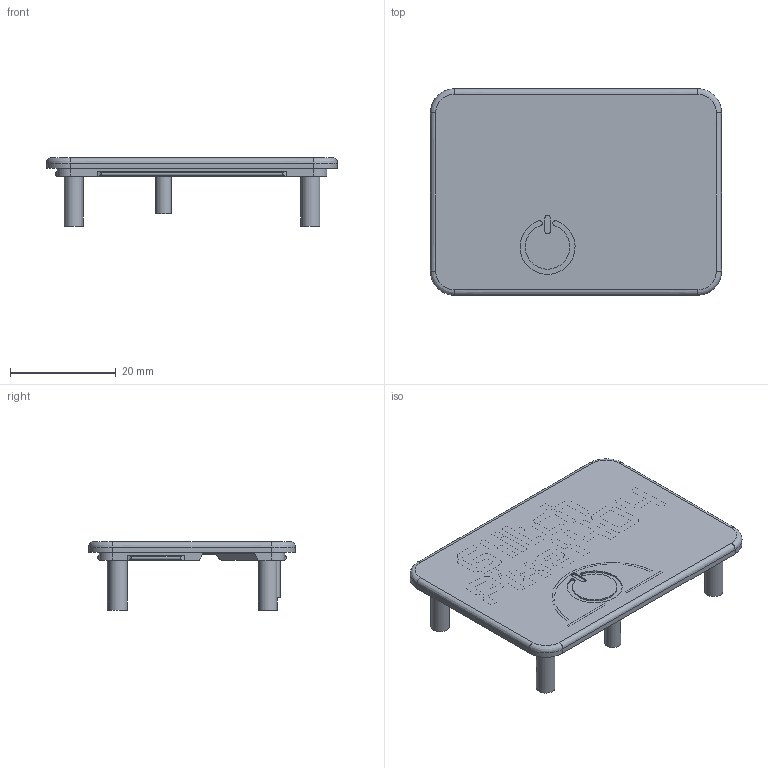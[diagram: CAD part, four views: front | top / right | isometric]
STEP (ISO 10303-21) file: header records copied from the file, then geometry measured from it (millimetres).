
FILE_DESCRIPTION(/* description */ (''),/* implementation_level */ '2;1');
FILE_NAME(/* name */ 'GlitchPixel404_A1_Top.step',/* time_stamp */ '2025-04-11T10:26:31+02:00',/* author */ (''),/* organization */ (''),/* preprocessor_version */ 'ST-DEVELOPER v20.1',/* originating_system */ 'Autodesk Translation Framework v14.4.0.0',/* authorisation */ '');
FILE_SCHEMA (('AUTOMOTIVE_DESIGN { 1 0 10303 214 3 1 1 }'));
Length unit declared in the file: millimetre
Products named in the file (1): GlitchPixel404_A1_Top
Bounding box: 55 x 39 x 12.9 mm (x, y, z)
Volume: 4389.4 mm3; surface area: 6481.2 mm2
Topology: 1 solids, 1 shells, 311 faces, 825 edges, 544 vertices
Faces by surface type: plane 192, bspline 63, cylinder 45, torus 7, cone 4
Full cylindrical faces by diameter (mm): 3 x1, 3.5 x4
Entity records: 10747 total; most frequent: CARTESIAN_POINT 3420, ORIENTED_EDGE 1650, DIRECTION 1250, EDGE_CURVE 825, VERTEX_POINT 544, LINE 542, VECTOR 542, AXIS2_PLACEMENT_3D 354
